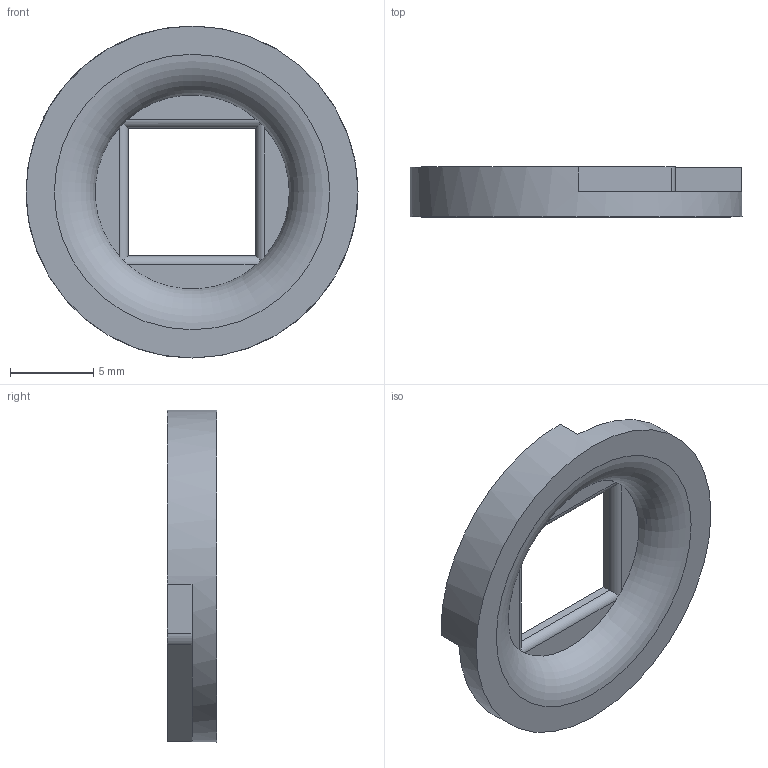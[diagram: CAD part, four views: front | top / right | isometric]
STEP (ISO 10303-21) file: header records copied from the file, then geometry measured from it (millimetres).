
FILE_DESCRIPTION(/* description */ (''),/* implementation_level */ '2;1');
FILE_NAME(/* name */ 's2plusquadadapter.step',/* time_stamp */ '2025-08-16T09:22:23+02:00',/* author */ (''),/* organization */ (''),/* preprocessor_version */ 'ST-DEVELOPER v20.1',/* originating_system */ 'Autodesk Translation Framework v14.10.0.0',/* authorisation */ '');
FILE_SCHEMA (('AUTOMOTIVE_DESIGN { 1 0 10303 214 3 1 1 }'));
Length unit declared in the file: millimetre
Products named in the file (1): quadadapter
Bounding box: 20 x 3 x 20 mm (x, y, z)
Volume: 511.7 mm3; surface area: 762.8 mm2
Topology: 1 solids, 1 shells, 26 faces, 68 edges, 44 vertices
Faces by surface type: plane 18, cylinder 7, torus 1
Full cylindrical faces by diameter (mm): 20 x1
Entity records: 862 total; most frequent: CARTESIAN_POINT 179, ORIENTED_EDGE 136, DIRECTION 135, EDGE_CURVE 68, AXIS2_PLACEMENT_3D 48, VERTEX_POINT 44, LINE 39, VECTOR 39
